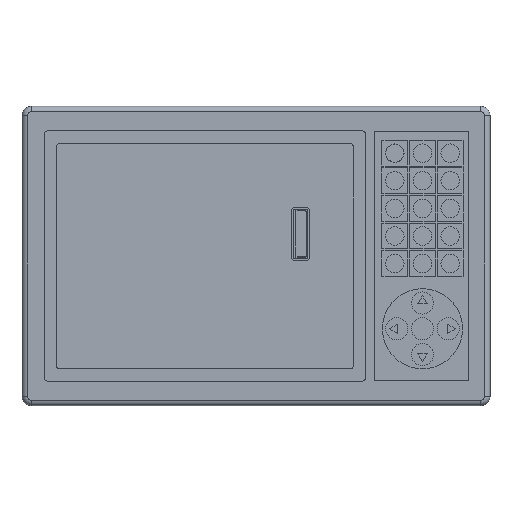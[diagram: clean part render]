
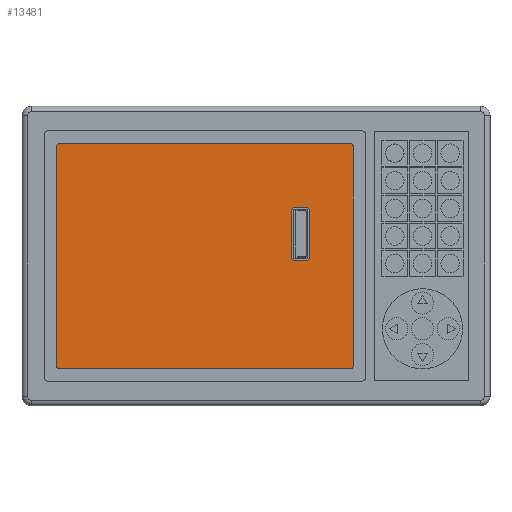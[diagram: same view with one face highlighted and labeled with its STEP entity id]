
A CAD part, top view. The second image highlights one B-rep face of the part: STEP entity #13481.
In plain terms, the highlighted planar face has unit normal (0, 0, 1).
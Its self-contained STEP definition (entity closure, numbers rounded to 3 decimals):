
#8365 = VECTOR ( 'NONE', #8378, 1000. ) ;
#8366 = CARTESIAN_POINT ( 'NONE',  ( 21.2, -2.5, -15. ) ) ;
#8367 = LINE ( 'NONE', #8366, #8365 ) ;
#8377 = CARTESIAN_POINT ( 'NONE',  ( 21.2, -2.5, -15. ) ) ;
#8378 = DIRECTION ( 'NONE',  ( 1., 0., 0. ) ) ;
#8391 = CARTESIAN_POINT ( 'NONE',  ( 27.2, -2.5, -15. ) ) ;
#8493 = CARTESIAN_POINT ( 'NONE',  ( 19.2, -0.5, -15. ) ) ;
#8494 = LINE ( 'NONE', #8493, #8497 ) ;
#8496 = DIRECTION ( 'NONE',  ( 0., -1., 0. ) ) ;
#8497 = VECTOR ( 'NONE', #8496, 1000. ) ;
#10766 = CARTESIAN_POINT ( 'NONE',  ( 27.2, -0.5, -15. ) ) ;
#10767 = AXIS2_PLACEMENT_3D ( 'NONE', #10766, #10789, #10788 ) ;
#10768 = CIRCLE ( 'NONE', #10767, 2. ) ;
#10788 = DIRECTION ( 'NONE',  ( 1., 0., 0. ) ) ;
#10789 = DIRECTION ( 'NONE',  ( 0., 0., 1. ) ) ;
#11497 = CARTESIAN_POINT ( 'NONE',  ( -106.3, -61.3, -15. ) ) ;
#11498 = CARTESIAN_POINT ( 'NONE',  ( -108.3, -59.3, -15. ) ) ;
#11503 = DIRECTION ( 'NONE',  ( 0., 0., -1. ) ) ;
#11504 = FACE_BOUND ( 'NONE', #13599, .T. ) ;
#11505 = AXIS2_PLACEMENT_3D ( 'NONE', #11528, #11503, #11542 ) ;
#11516 = DIRECTION ( 'NONE',  ( 0., 1., 0. ) ) ;
#11517 = VECTOR ( 'NONE', #11516, 1000. ) ;
#11518 = CARTESIAN_POINT ( 'NONE',  ( 29.2, -0.5, -15. ) ) ;
#11519 = LINE ( 'NONE', #11518, #11517 ) ;
#11528 = CARTESIAN_POINT ( 'NONE',  ( -106.3, 59.2, -15. ) ) ;
#11530 = PLANE ( 'NONE',  #11505 ) ;
#11531 = FACE_OUTER_BOUND ( 'NONE', #13550, .T. ) ;
#11541 = CARTESIAN_POINT ( 'NONE',  ( -106.3, 61.2, -15. ) ) ;
#11542 = DIRECTION ( 'NONE',  ( -1., 0., 0. ) ) ;
#11543 = DIRECTION ( 'NONE',  ( -1., 0., 0. ) ) ;
#11544 = DIRECTION ( 'NONE',  ( 0., 0., 1. ) ) ;
#11545 = CARTESIAN_POINT ( 'NONE',  ( -106.3, 59.2, -15. ) ) ;
#11546 = AXIS2_PLACEMENT_3D ( 'NONE', #11545, #11544, #11543 ) ;
#11547 = CIRCLE ( 'NONE', #11546, 2. ) ;
#11554 = CARTESIAN_POINT ( 'NONE',  ( 29.2, -0.5, -15. ) ) ;
#11555 = CARTESIAN_POINT ( 'NONE',  ( -108.3, 59.2, -15. ) ) ;
#11556 = DIRECTION ( 'NONE',  ( 0., -1., 0. ) ) ;
#11557 = VECTOR ( 'NONE', #11556, 1000. ) ;
#11558 = CARTESIAN_POINT ( 'NONE',  ( -108.3, 59.2, -15. ) ) ;
#11559 = LINE ( 'NONE', #11558, #11557 ) ;
#11941 = CARTESIAN_POINT ( 'NONE',  ( 29.2, 24.5, -15. ) ) ;
#11942 = DIRECTION ( 'NONE',  ( 1., 0., 0. ) ) ;
#11943 = DIRECTION ( 'NONE',  ( 0., 0., 1. ) ) ;
#11944 = CARTESIAN_POINT ( 'NONE',  ( 27.2, 24.5, -15. ) ) ;
#11969 = CIRCLE ( 'NONE', #11976, 2. ) ;
#11970 = LINE ( 'NONE', #11979, #11978 ) ;
#11973 = DIRECTION ( 'NONE',  ( -1., 0., 0. ) ) ;
#11974 = DIRECTION ( 'NONE',  ( 0., 0., 1. ) ) ;
#11975 = CARTESIAN_POINT ( 'NONE',  ( -106.3, -59.3, -15. ) ) ;
#11976 = AXIS2_PLACEMENT_3D ( 'NONE', #11975, #11974, #11973 ) ;
#11977 = DIRECTION ( 'NONE',  ( 1., 0., 0. ) ) ;
#11978 = VECTOR ( 'NONE', #11977, 1000. ) ;
#11979 = CARTESIAN_POINT ( 'NONE',  ( -106.3, -61.3, -15. ) ) ;
#11980 = CARTESIAN_POINT ( 'NONE',  ( 50.9, -61.3, -15. ) ) ;
#11981 = AXIS2_PLACEMENT_3D ( 'NONE', #11986, #11985, #11984 ) ;
#11982 = CIRCLE ( 'NONE', #11981, 2. ) ;
#11983 = CARTESIAN_POINT ( 'NONE',  ( 52.9, -59.3, -15. ) ) ;
#11984 = DIRECTION ( 'NONE',  ( 1., 0., 0. ) ) ;
#11985 = DIRECTION ( 'NONE',  ( 0., 0., 1. ) ) ;
#11986 = CARTESIAN_POINT ( 'NONE',  ( 50.9, -59.3, -15. ) ) ;
#11992 = VECTOR ( 'NONE', #11996, 1000. ) ;
#11993 = CARTESIAN_POINT ( 'NONE',  ( 52.9, 59.2, -15. ) ) ;
#11994 = LINE ( 'NONE', #11993, #11992 ) ;
#11995 = CARTESIAN_POINT ( 'NONE',  ( 52.9, 59.2, -15. ) ) ;
#11996 = DIRECTION ( 'NONE',  ( 0., 1., 0. ) ) ;
#11998 = CIRCLE ( 'NONE', #12004, 2. ) ;
#11999 = LINE ( 'NONE', #12005, #12008 ) ;
#12000 = CARTESIAN_POINT ( 'NONE',  ( 50.9, 61.2, -15. ) ) ;
#12001 = DIRECTION ( 'NONE',  ( 1., 0., 0. ) ) ;
#12002 = DIRECTION ( 'NONE',  ( 0., 0., 1. ) ) ;
#12003 = CARTESIAN_POINT ( 'NONE',  ( 50.9, 59.2, -15. ) ) ;
#12004 = AXIS2_PLACEMENT_3D ( 'NONE', #12003, #12002, #12001 ) ;
#12005 = CARTESIAN_POINT ( 'NONE',  ( -106.3, 61.2, -15. ) ) ;
#12006 = CIRCLE ( 'NONE', #12010, 2. ) ;
#12007 = DIRECTION ( 'NONE',  ( -1., 0., 0. ) ) ;
#12008 = VECTOR ( 'NONE', #12007, 1000. ) ;
#12009 = CARTESIAN_POINT ( 'NONE',  ( 21.2, 24.5, -15. ) ) ;
#12010 = AXIS2_PLACEMENT_3D ( 'NONE', #12009, #12014, #12013 ) ;
#12011 = CARTESIAN_POINT ( 'NONE',  ( 19.2, 24.5, -15. ) ) ;
#12012 = CARTESIAN_POINT ( 'NONE',  ( 21.2, 26.5, -15. ) ) ;
#12013 = DIRECTION ( 'NONE',  ( -1., 0., 0. ) ) ;
#12014 = DIRECTION ( 'NONE',  ( 0., 0., 1. ) ) ;
#12015 = DIRECTION ( 'NONE',  ( -1., 0., 0. ) ) ;
#12016 = VECTOR ( 'NONE', #12015, 1000. ) ;
#12017 = CARTESIAN_POINT ( 'NONE',  ( 21.2, 26.5, -15. ) ) ;
#12018 = LINE ( 'NONE', #12017, #12016 ) ;
#12019 = CARTESIAN_POINT ( 'NONE',  ( 27.2, 26.5, -15. ) ) ;
#12020 = AXIS2_PLACEMENT_3D ( 'NONE', #11944, #11943, #11942 ) ;
#12021 = CIRCLE ( 'NONE', #12020, 2. ) ;
#13481 = ADVANCED_FACE ( 'NONE', ( #11531, #11504 ), #11530, .F. ) ;
#13482 = ORIENTED_EDGE ( 'NONE', *, *, #13483, .T. ) ;
#13483 = EDGE_CURVE ( 'NONE', #13484, #13485, #11547, .T. ) ;
#13484 = VERTEX_POINT ( 'NONE', #11541 ) ;
#13485 = VERTEX_POINT ( 'NONE', #11555 ) ;
#13486 = ORIENTED_EDGE ( 'NONE', *, *, #13487, .T. ) ;
#13487 = EDGE_CURVE ( 'NONE', #13485, #13488, #11559, .T. ) ;
#13488 = VERTEX_POINT ( 'NONE', #11498 ) ;
#13489 = ORIENTED_EDGE ( 'NONE', *, *, #13586, .T. ) ;
#13490 = VERTEX_POINT ( 'NONE', #11497 ) ;
#13521 = EDGE_CURVE ( 'NONE', #13522, #13611, #11519, .T. ) ;
#13522 = VERTEX_POINT ( 'NONE', #11554 ) ;
#13550 = EDGE_LOOP ( 'NONE', ( #13482, #13486, #13489, #13587, #13590, #13593, #13596, #13600 ) ) ;
#13586 = EDGE_CURVE ( 'NONE', #13488, #13490, #11969, .T. ) ;
#13587 = ORIENTED_EDGE ( 'NONE', *, *, #13588, .T. ) ;
#13588 = EDGE_CURVE ( 'NONE', #13490, #13589, #11970, .T. ) ;
#13589 = VERTEX_POINT ( 'NONE', #11980 ) ;
#13590 = ORIENTED_EDGE ( 'NONE', *, *, #13591, .T. ) ;
#13591 = EDGE_CURVE ( 'NONE', #13589, #13592, #11982, .T. ) ;
#13592 = VERTEX_POINT ( 'NONE', #11983 ) ;
#13593 = ORIENTED_EDGE ( 'NONE', *, *, #13594, .T. ) ;
#13594 = EDGE_CURVE ( 'NONE', #13592, #13595, #11994, .T. ) ;
#13595 = VERTEX_POINT ( 'NONE', #11995 ) ;
#13596 = ORIENTED_EDGE ( 'NONE', *, *, #13597, .T. ) ;
#13597 = EDGE_CURVE ( 'NONE', #13595, #13598, #11998, .T. ) ;
#13598 = VERTEX_POINT ( 'NONE', #12000 ) ;
#13599 = EDGE_LOOP ( 'NONE', ( #13602, #13606, #13609, #13612, #13811, #13785, #13788, #14048 ) ) ;
#13600 = ORIENTED_EDGE ( 'NONE', *, *, #13601, .T. ) ;
#13601 = EDGE_CURVE ( 'NONE', #13598, #13484, #11999, .T. ) ;
#13602 = ORIENTED_EDGE ( 'NONE', *, *, #13603, .F. ) ;
#13603 = EDGE_CURVE ( 'NONE', #13604, #13605, #12006, .T. ) ;
#13604 = VERTEX_POINT ( 'NONE', #12012 ) ;
#13605 = VERTEX_POINT ( 'NONE', #12011 ) ;
#13606 = ORIENTED_EDGE ( 'NONE', *, *, #13607, .F. ) ;
#13607 = EDGE_CURVE ( 'NONE', #13608, #13604, #12018, .T. ) ;
#13608 = VERTEX_POINT ( 'NONE', #12019 ) ;
#13609 = ORIENTED_EDGE ( 'NONE', *, *, #13610, .F. ) ;
#13610 = EDGE_CURVE ( 'NONE', #13611, #13608, #12021, .T. ) ;
#13611 = VERTEX_POINT ( 'NONE', #11941 ) ;
#13612 = ORIENTED_EDGE ( 'NONE', *, *, #13521, .F. ) ;
#13785 = ORIENTED_EDGE ( 'NONE', *, *, #13786, .F. ) ;
#13786 = EDGE_CURVE ( 'NONE', #13787, #13812, #8367, .T. ) ;
#13787 = VERTEX_POINT ( 'NONE', #8377 ) ;
#13788 = ORIENTED_EDGE ( 'NONE', *, *, #14046, .F. ) ;
#13811 = ORIENTED_EDGE ( 'NONE', *, *, #14087, .F. ) ;
#13812 = VERTEX_POINT ( 'NONE', #8391 ) ;
#13872 = EDGE_CURVE ( 'NONE', #13605, #14047, #8494, .T. ) ;
#14046 = EDGE_CURVE ( 'NONE', #14047, #13787, #16549, .T. ) ;
#14047 = VERTEX_POINT ( 'NONE', #16544 ) ;
#14048 = ORIENTED_EDGE ( 'NONE', *, *, #13872, .F. ) ;
#14087 = EDGE_CURVE ( 'NONE', #13812, #13522, #10768, .T. ) ;
#16544 = CARTESIAN_POINT ( 'NONE',  ( 19.2, -0.5, -15. ) ) ;
#16545 = DIRECTION ( 'NONE',  ( 1., 0., 0. ) ) ;
#16546 = DIRECTION ( 'NONE',  ( 0., 0., 1. ) ) ;
#16547 = CARTESIAN_POINT ( 'NONE',  ( 21.2, -0.5, -15. ) ) ;
#16548 = AXIS2_PLACEMENT_3D ( 'NONE', #16547, #16546, #16545 ) ;
#16549 = CIRCLE ( 'NONE', #16548, 2. ) ;
